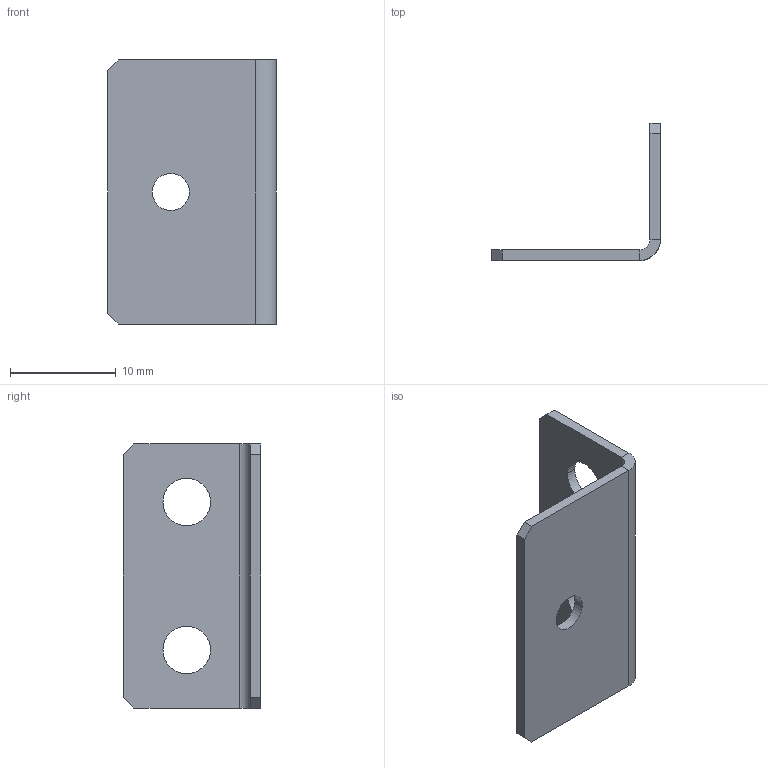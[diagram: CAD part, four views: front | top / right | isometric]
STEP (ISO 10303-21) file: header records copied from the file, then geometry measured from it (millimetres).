
FILE_DESCRIPTION((''),'2;1');
FILE_NAME('CAD0944_OMH-LL_BEF-WK-M3','2008-01-16T',('pfolte'),(''),'PRO/ENGINEER BY PARAMETRIC TECHNOLOGY CORPORATION, 2006300','PRO/ENGINEER BY PARAMETRIC TECHNOLOGY CORPORATION, 2006300','');
FILE_SCHEMA(('CONFIG_CONTROL_DESIGN'));
Length unit declared in the file: millimetre
Products named in the file (1): CAD0944_OMH-LL_BEF-WK-M3
Bounding box: 16 x 13 x 25 mm (x, y, z)
Surface area: 1422.6 mm2 (no closed solid volume)
Topology: 0 solids, 1 shells, 24 faces, 61 edges, 42 vertices
Faces by surface type: plane 16, cylinder 8
Entity records: 768 total; most frequent: DIRECTION 127, CARTESIAN_POINT 122, ORIENTED_EDGE 116, EDGE_CURVE 58, VECTOR 45, LINE 45, AXIS2_PLACEMENT_3D 41, VERTEX_POINT 36
